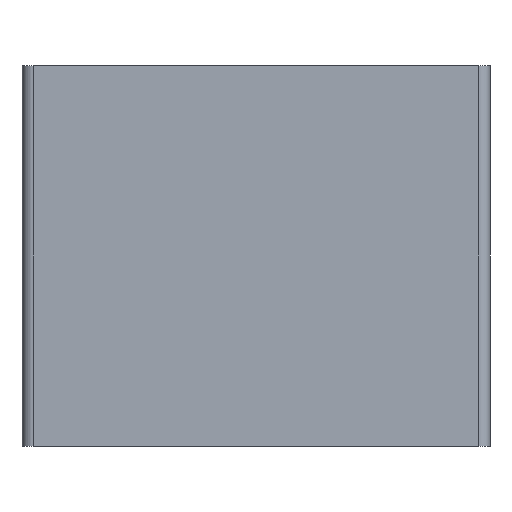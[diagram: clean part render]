
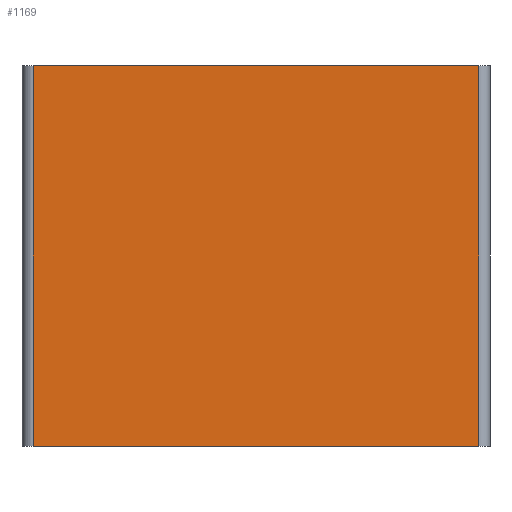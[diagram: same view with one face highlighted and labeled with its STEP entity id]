
A CAD part, left-side view. The second image highlights one B-rep face of the part: STEP entity #1169.
In plain terms, the highlighted planar face has unit normal (-1, 0, 0).
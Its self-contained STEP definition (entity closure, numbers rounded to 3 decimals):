
#121=FACE_OUTER_BOUND('',#194,.T.);
#194=EDGE_LOOP('',(#1039,#1040,#1041,#1042));
#319=LINE('',#1872,#455);
#320=LINE('',#1876,#456);
#323=LINE('',#1888,#459);
#334=LINE('',#1914,#470);
#455=VECTOR('',#1533,10.);
#456=VECTOR('',#1538,10.);
#459=VECTOR('',#1551,10.);
#470=VECTOR('',#1584,10.);
#564=VERTEX_POINT('',#1869);
#565=VERTEX_POINT('',#1871);
#566=VERTEX_POINT('',#1875);
#569=VERTEX_POINT('',#1884);
#712=EDGE_CURVE('',#564,#565,#319,.T.);
#714=EDGE_CURVE('',#565,#566,#320,.T.);
#721=EDGE_CURVE('',#566,#569,#323,.T.);
#734=EDGE_CURVE('',#569,#564,#334,.T.);
#1039=ORIENTED_EDGE('',*,*,#712,.F.);
#1040=ORIENTED_EDGE('',*,*,#734,.F.);
#1041=ORIENTED_EDGE('',*,*,#721,.F.);
#1042=ORIENTED_EDGE('',*,*,#714,.F.);
#1105=PLANE('',#1271);
#1169=ADVANCED_FACE('',(#121),#1105,.T.);
#1271=AXIS2_PLACEMENT_3D('',#1913,#1582,#1583);
#1533=DIRECTION('',(0.,0.,-1.));
#1538=DIRECTION('',(0.,1.,0.));
#1551=DIRECTION('',(0.,0.,1.));
#1582=DIRECTION('center_axis',(-1.,0.,0.));
#1583=DIRECTION('ref_axis',(0.,-1.,0.));
#1584=DIRECTION('',(0.,-1.,0.));
#1869=CARTESIAN_POINT('',(-30.086,-17.807,50.));
#1871=CARTESIAN_POINT('',(-30.086,-17.807,0.));
#1872=CARTESIAN_POINT('',(-30.086,-17.807,0.));
#1875=CARTESIAN_POINT('',(-30.086,40.693,0.));
#1876=CARTESIAN_POINT('',(-30.086,-19.307,0.));
#1884=CARTESIAN_POINT('',(-30.086,40.693,50.));
#1888=CARTESIAN_POINT('',(-30.086,40.693,0.));
#1913=CARTESIAN_POINT('Origin',(-30.086,42.193,0.));
#1914=CARTESIAN_POINT('',(-30.086,-19.307,50.));
